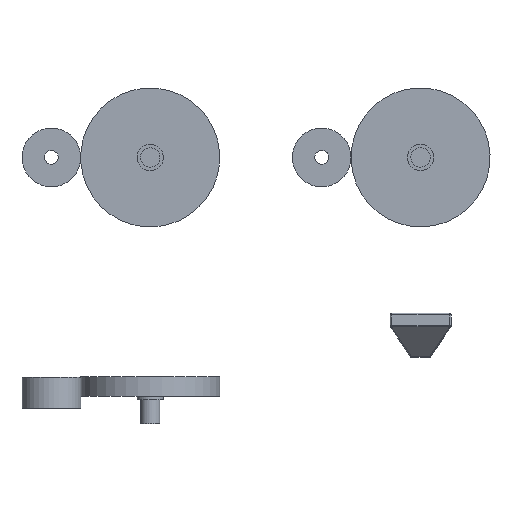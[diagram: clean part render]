
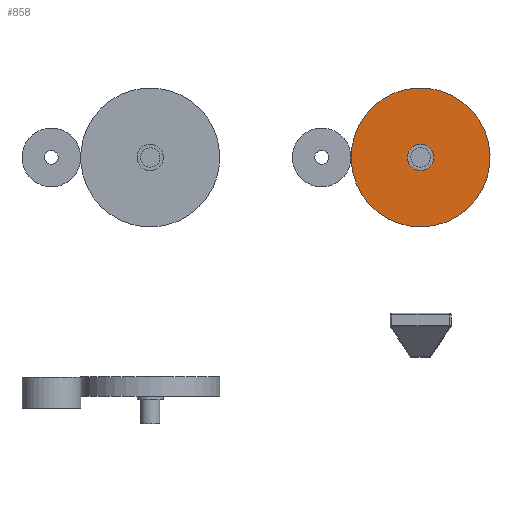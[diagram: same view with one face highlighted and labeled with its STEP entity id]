
A CAD part, front view. The second image highlights one B-rep face of the part: STEP entity #858.
In plain terms, the highlighted face is planar.
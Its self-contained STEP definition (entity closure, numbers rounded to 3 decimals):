
#147=FACE_BOUND('',#275,.T.);
#163=PLANE('',#1339);
#217=FACE_OUTER_BOUND('',#274,.T.);
#274=EDGE_LOOP('',(#777));
#275=EDGE_LOOP('',(#778));
#418=CIRCLE('',#1333,8.5);
#419=CIRCLE('',#1336,45.);
#473=VERTEX_POINT('',#1951);
#474=VERTEX_POINT('',#1956);
#573=EDGE_CURVE('',#473,#473,#418,.T.);
#574=EDGE_CURVE('',#474,#474,#419,.T.);
#777=ORIENTED_EDGE('',*,*,#574,.T.);
#778=ORIENTED_EDGE('',*,*,#573,.T.);
#858=ADVANCED_FACE('',(#217,#147),#163,.T.);
#1333=AXIS2_PLACEMENT_3D('',#1953,#1662,#1663);
#1336=AXIS2_PLACEMENT_3D('',#1957,#1668,#1669);
#1339=AXIS2_PLACEMENT_3D('',#1962,#1675,#1676);
#1662=DIRECTION('center_axis',(0.,-1.,0.));
#1663=DIRECTION('ref_axis',(-1.,0.,0.));
#1668=DIRECTION('center_axis',(0.,1.,0.));
#1669=DIRECTION('ref_axis',(1.,0.,0.));
#1675=DIRECTION('center_axis',(0.,1.,0.));
#1676=DIRECTION('ref_axis',(0.,0.,1.));
#1951=CARTESIAN_POINT('',(8.5,12.8,0.));
#1953=CARTESIAN_POINT('Origin',(0.,12.8,0.));
#1956=CARTESIAN_POINT('',(-45.,12.8,0.));
#1957=CARTESIAN_POINT('Origin',(0.,12.8,0.));
#1962=CARTESIAN_POINT('Origin',(0.,12.8,0.));
